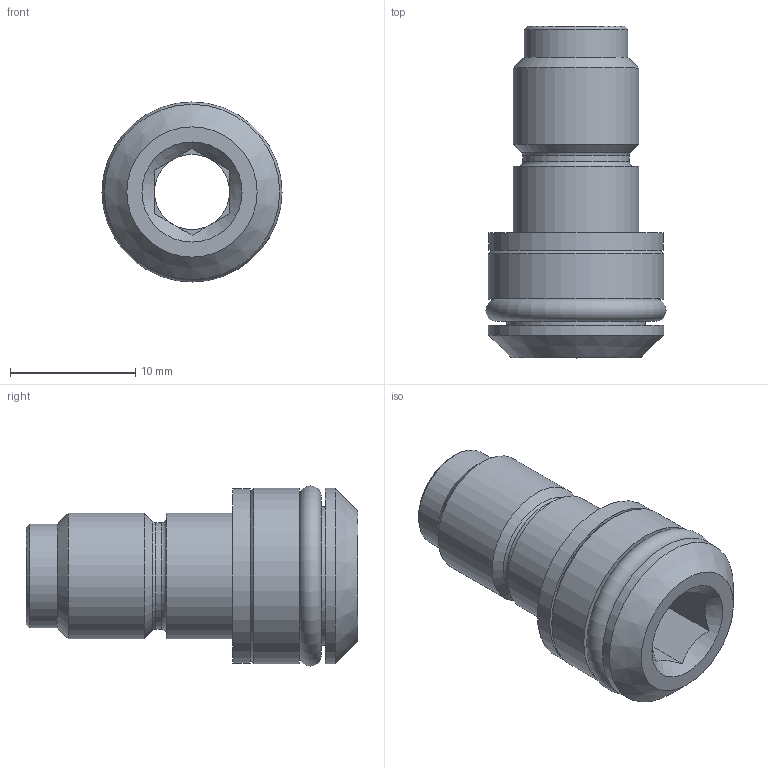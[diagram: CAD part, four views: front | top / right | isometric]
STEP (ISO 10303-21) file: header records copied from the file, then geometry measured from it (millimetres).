
FILE_DESCRIPTION(/* description */ ('Unknown'),/* implementation_level */ '2;1');
FILE_NAME(/* name */ '200300100',/* time_stamp */ '2018-11-13T08:54:38+01:00',/* author */ ('Unknown'),/* organization */ ('Unknown'),/* preprocessor_version */ 'ST-DEVELOPER v16.7',/* originating_system */ 'DEX',/* authorisation */ $);
FILE_SCHEMA (('AUTOMOTIVE_DESIGN {1 0 10303 214 3 1 1}'));
Length unit declared in the file: millimetre
Products named in the file (1): Part13
Bounding box: 14.38 x 26.5 x 14.38 mm (x, y, z)
Volume: 1854.8 mm3; surface area: 1998.6 mm2
Topology: 1 solids, 1 shells, 40 faces, 83 edges, 51 vertices
Faces by surface type: plane 20, cylinder 11, cone 6, torus 3
Full cylindrical faces by diameter (mm): 6 x1, 8.3 x1, 8.5 x1, 10 x2, 10.2 x1, 11.1 x2, 13.9 x1, 14 x2
Entity records: 1226 total; most frequent: CARTESIAN_POINT 171, DIRECTION 166, ORIENTED_EDGE 114, AXIS2_PLACEMENT_3D 74, EDGE_LOOP 68, FACE_BOUND 68, EDGE_CURVE 57, VERTEX_POINT 45
